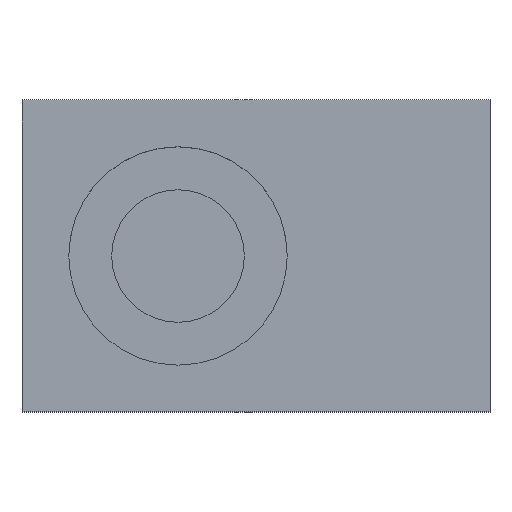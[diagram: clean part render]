
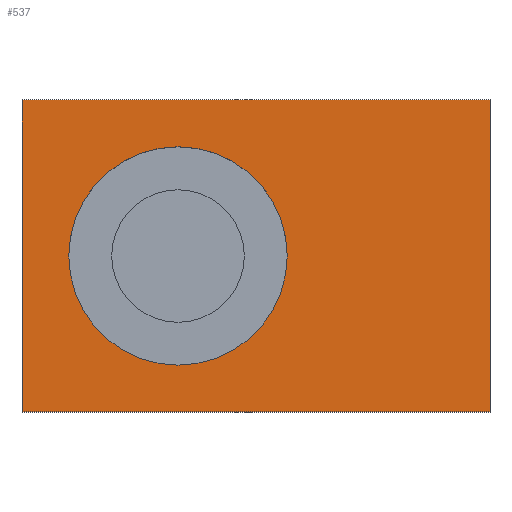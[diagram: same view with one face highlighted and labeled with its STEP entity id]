
A CAD part, top view. The second image highlights one B-rep face of the part: STEP entity #537.
In plain terms, the highlighted planar face has unit normal (0, 0, 1).
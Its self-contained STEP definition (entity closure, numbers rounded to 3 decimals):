
#13 = ORIENTED_EDGE ( 'NONE', *, *, #464, .T. ) ;
#42 = VECTOR ( 'NONE', #441, 1000. ) ;
#59 = CARTESIAN_POINT ( 'NONE',  ( 15., 10., 8. ) ) ;
#64 = VERTEX_POINT ( 'NONE', #230 ) ;
#98 = FACE_OUTER_BOUND ( 'NONE', #247, .T. ) ;
#99 = ORIENTED_EDGE ( 'NONE', *, *, #154, .F. ) ;
#107 = DIRECTION ( 'NONE',  ( 1., 0., 0. ) ) ;
#108 = ORIENTED_EDGE ( 'NONE', *, *, #760, .T. ) ;
#115 = PLANE ( 'NONE',  #222 ) ;
#123 = DIRECTION ( 'NONE',  ( -1., 0., 0. ) ) ;
#132 = EDGE_CURVE ( 'NONE', #249, #64, #740, .T. ) ;
#137 = CARTESIAN_POINT ( 'NONE',  ( -15., -10., 8. ) ) ;
#146 = LINE ( 'NONE', #651, #180 ) ;
#154 = EDGE_CURVE ( 'NONE', #744, #610, #539, .T. ) ;
#174 = CARTESIAN_POINT ( 'NONE',  ( -12., 0., 8. ) ) ;
#180 = VECTOR ( 'NONE', #265, 1000. ) ;
#181 = ORIENTED_EDGE ( 'NONE', *, *, #132, .T. ) ;
#182 = DIRECTION ( 'NONE',  ( 1., 0., 0. ) ) ;
#195 = CARTESIAN_POINT ( 'NONE',  ( 15., 10., 8. ) ) ;
#222 = AXIS2_PLACEMENT_3D ( 'NONE', #355, #819, #413 ) ;
#230 = CARTESIAN_POINT ( 'NONE',  ( -15., 10., 8. ) ) ;
#247 = EDGE_LOOP ( 'NONE', ( #13, #108, #304, #181 ) ) ;
#249 = VERTEX_POINT ( 'NONE', #195 ) ;
#265 = DIRECTION ( 'NONE',  ( 0., 1., 0. ) ) ;
#277 = CARTESIAN_POINT ( 'NONE',  ( -15., -10., 8. ) ) ;
#302 = AXIS2_PLACEMENT_3D ( 'NONE', #758, #563, #182 ) ;
#304 = ORIENTED_EDGE ( 'NONE', *, *, #318, .T. ) ;
#313 = EDGE_LOOP ( 'NONE', ( #99, #377 ) ) ;
#314 = CARTESIAN_POINT ( 'NONE',  ( 15., -10., 8. ) ) ;
#318 = EDGE_CURVE ( 'NONE', #572, #249, #146, .T. ) ;
#353 = VERTEX_POINT ( 'NONE', #137 ) ;
#355 = CARTESIAN_POINT ( 'NONE',  ( 0., 0., 8. ) ) ;
#366 = AXIS2_PLACEMENT_3D ( 'NONE', #739, #400, #107 ) ;
#377 = ORIENTED_EDGE ( 'NONE', *, *, #427, .F. ) ;
#387 = FACE_BOUND ( 'NONE', #313, .T. ) ;
#400 = DIRECTION ( 'NONE',  ( 0., 0., 1. ) ) ;
#413 = DIRECTION ( 'NONE',  ( 1., 0., 0. ) ) ;
#417 = CARTESIAN_POINT ( 'NONE',  ( 15., -10., 8. ) ) ;
#427 = EDGE_CURVE ( 'NONE', #610, #744, #777, .T. ) ;
#441 = DIRECTION ( 'NONE',  ( 1., 0., 0. ) ) ;
#464 = EDGE_CURVE ( 'NONE', #64, #353, #583, .T. ) ;
#537 = ADVANCED_FACE ( 'NONE', ( #387, #98 ), #115, .T. ) ;
#539 = CIRCLE ( 'NONE', #302, 7. ) ;
#548 = VECTOR ( 'NONE', #804, 1000. ) ;
#563 = DIRECTION ( 'NONE',  ( 0., 0., 1. ) ) ;
#571 = CARTESIAN_POINT ( 'NONE',  ( 2., 0., 8. ) ) ;
#572 = VERTEX_POINT ( 'NONE', #417 ) ;
#583 = LINE ( 'NONE', #277, #548 ) ;
#610 = VERTEX_POINT ( 'NONE', #174 ) ;
#628 = LINE ( 'NONE', #314, #42 ) ;
#651 = CARTESIAN_POINT ( 'NONE',  ( 15., -10., 8. ) ) ;
#699 = VECTOR ( 'NONE', #123, 1000. ) ;
#739 = CARTESIAN_POINT ( 'NONE',  ( -5., 0., 8. ) ) ;
#740 = LINE ( 'NONE', #59, #699 ) ;
#744 = VERTEX_POINT ( 'NONE', #571 ) ;
#758 = CARTESIAN_POINT ( 'NONE',  ( -5., 0., 8. ) ) ;
#760 = EDGE_CURVE ( 'NONE', #353, #572, #628, .T. ) ;
#777 = CIRCLE ( 'NONE', #366, 7. ) ;
#804 = DIRECTION ( 'NONE',  ( 0., -1., 0. ) ) ;
#819 = DIRECTION ( 'NONE',  ( 0., 0., 1. ) ) ;
